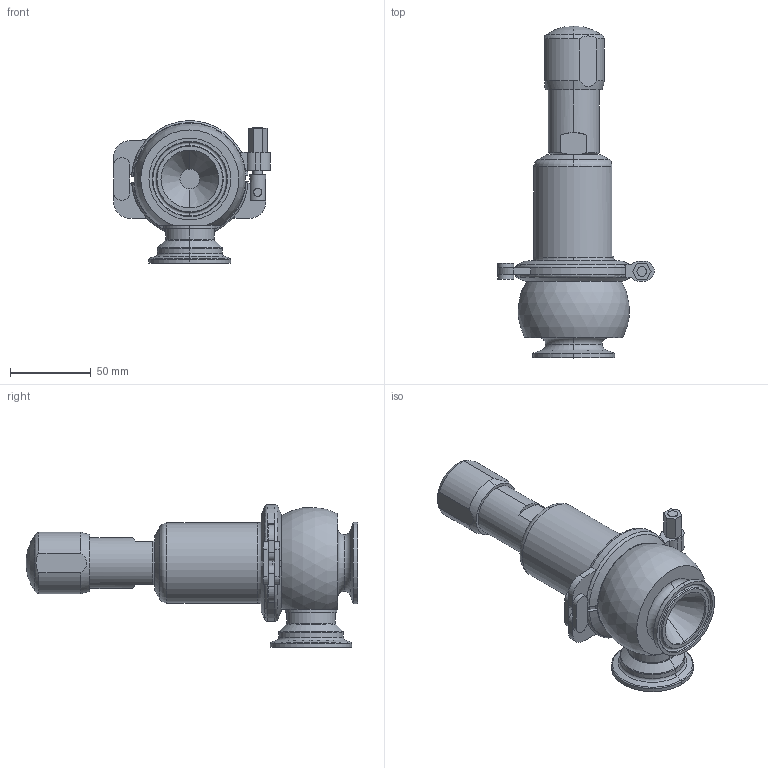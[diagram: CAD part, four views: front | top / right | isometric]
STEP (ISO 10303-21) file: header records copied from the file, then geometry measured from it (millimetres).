
FILE_DESCRIPTION((''),'2;1');
FILE_NAME('10000690382_G3D_000_ASM','2021-11-23T11:14:59',('SchmidtJ'),(''),'CREO PARAMETRIC BY PTC INC, 2020184','CREO PARAMETRIC BY PTC INC, 2020184','');
FILE_SCHEMA(('CONFIG_CONTROL_DESIGN'));
Length unit declared in the file: millimetre
Products named in the file (11): 10000690379_G3D_000; 10000512442_G3D_000; 10000566423_G3D_000; 10000664211_G3D_000; 10000664206_G3D_000; 10000664207_G3D_000; 10000664208_G3D_000; 10000664209_G3D_000; 10000664210_G3D_000; 10000664205_G3D_000_ASM; 10000690382_G3D_000_ASM
Assembly tree (11 placements, depth 3):
  10000690382_G3D_000_ASM
    10000690379_G3D_000
    10000512442_G3D_000
    10000566423_G3D_000
    10000664211_G3D_000
    10000664205_G3D_000_ASM
      10000664206_G3D_000
      10000664207_G3D_000
      10000664208_G3D_000  x2
      10000664209_G3D_000
      10000664210_G3D_000
Bounding box: 96.65 x 205 x 87.95 mm (x, y, z)
Volume: 221157.4 mm3; surface area: 82671.3 mm2
Topology: 10 solids, 10 shells, 346 faces, 807 edges, 505 vertices
Faces by surface type: plane 137, cylinder 106, torus 51, cone 49, sphere 3
Entity records: 10199 total; most frequent: CARTESIAN_POINT 2098, DIRECTION 1777, ORIENTED_EDGE 1562, EDGE_CURVE 781, AXIS2_PLACEMENT_3D 704, VERTEX_POINT 489, EDGE_LOOP 378, VECTOR 369
